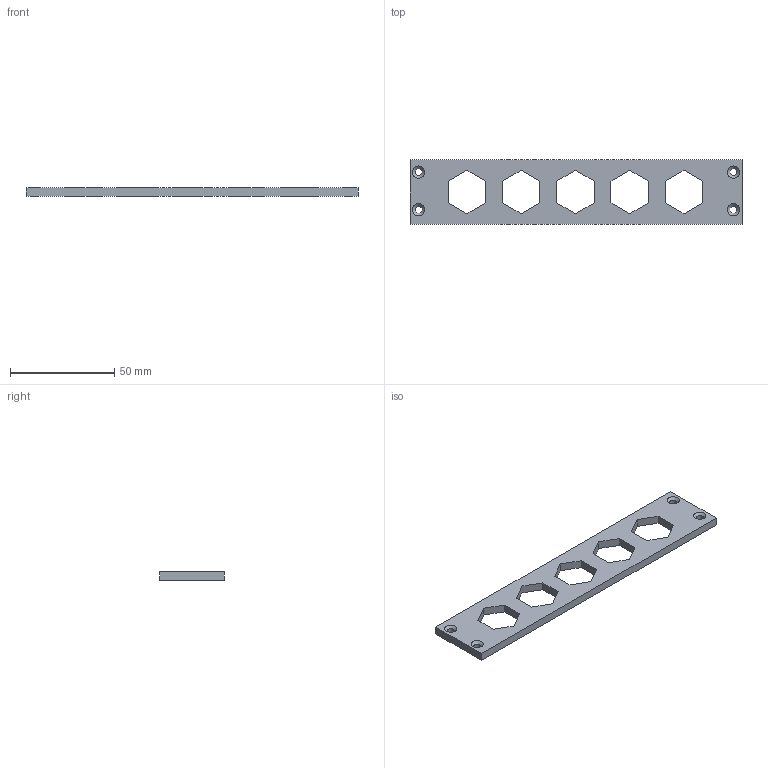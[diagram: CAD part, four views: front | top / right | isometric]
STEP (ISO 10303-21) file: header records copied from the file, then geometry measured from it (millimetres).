
FILE_DESCRIPTION(('STEP AP203'), '1');
FILE_NAME('Side', '', ('UNSPECIFIED'), ('UNSPECIFIED'), 'C3D Converter', 'C3D Toolkit', '');
FILE_SCHEMA(('CONFIG_CONTROL_DESIGN'));
Length unit declared in the file: millimetre
Bounding box: 159 x 31 x 4 mm (x, y, z)
Volume: 13917.3 mm3; surface area: 9894.3 mm2
Topology: 1 solids, 1 shells, 44 faces, 122 edges, 80 vertices
Faces by surface type: plane 36, cylinder 4, cone 4
Full cylindrical faces by diameter (mm): 3.4 x4
Entity records: 1769 total; most frequent: CARTESIAN_POINT 239, ORIENTED_EDGE 228, DIRECTION 216, EDGE_CURVE 114, LINE 102, VECTOR 102, VERTEX_POINT 80, EDGE_LOOP 70
